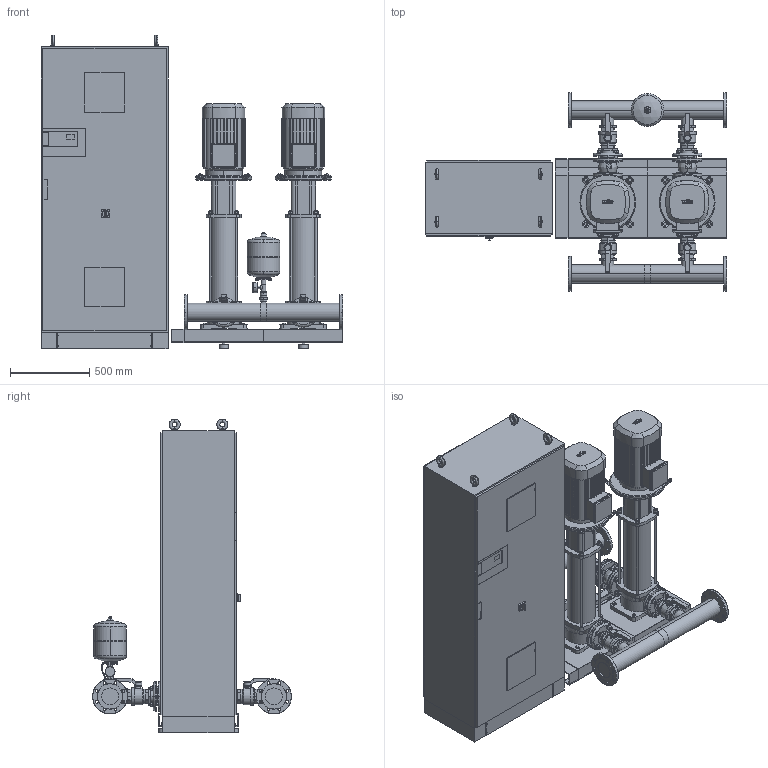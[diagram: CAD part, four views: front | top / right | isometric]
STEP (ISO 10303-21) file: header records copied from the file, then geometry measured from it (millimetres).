
FILE_DESCRIPTION((''),'2;1');
FILE_NAME('3d_SiBoostSmartFC2HELIXV3606_2-2540797.stp','2016-01-25T11:12:13',(''),(''),'Mechanical Desktop 2009','Mechanical Desktop 2009',', , ');
FILE_SCHEMA(('CONFIG_CONTROL_DESIGN'));
Length unit declared in the file: millimetre
Products named in the file (1): Product
Bounding box: 1900 x 1251 x 1975 mm (x, y, z)
Volume: 878922393.5 mm3; surface area: 16384123.5 mm2
Topology: 142 solids, 142 shells, 3288 faces, 8228 edges, 5356 vertices
Faces by surface type: plane 1232, bspline 1136, cylinder 702, cone 132, torus 80, sphere 6
Entity records: 109871 total; most frequent: CARTESIAN_POINT 32630, ORIENTED_EDGE 16420, DIRECTION 15244, EDGE_CURVE 8210, VERTEX_POINT 5348, AXIS2_PLACEMENT_3D 5253, VECTOR 4738, LINE 4738
